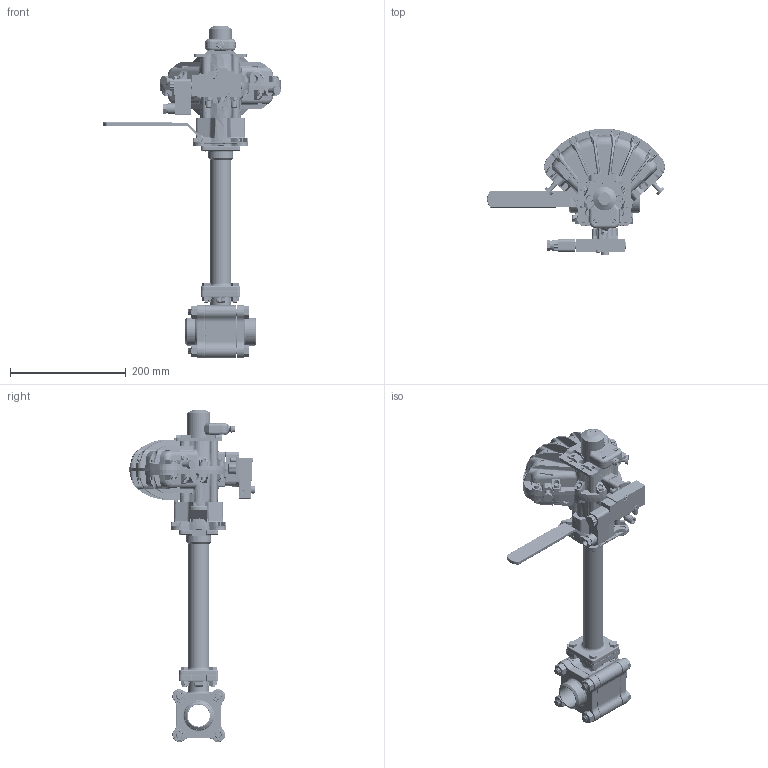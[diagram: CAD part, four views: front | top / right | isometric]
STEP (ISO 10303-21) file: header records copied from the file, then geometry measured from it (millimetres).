
FILE_DESCRIPTION(/* description */ (''),/* implementation_level */ '2;1');
FILE_NAME(/* name */ 'AT3506C-040-DA-IND.step',/* time_stamp */ '2025-07-25T12:53:08+02:00',/* author */ (''),/* organization */ (''),/* preprocessor_version */ 'ST-DEVELOPER v20.1',/* originating_system */ 'Autodesk Translation Framework v14.10.0.0',/* authorisation */ '');
FILE_SCHEMA (('AUTOMOTIVE_DESIGN { 1 0 10303 214 3 1 1 }'));
Products named in the file (18): AT3506C-038-DA-IND; SP638; 083F100 ACT + ISO ADAPTOR+ Bracket; 084-100 SIMPLE; SP1445 080 ISO Adaptor; BRACKET VDI/VDE; Component1; Component2; Component3; MNH 511 701 -Armatec; MNH 511 701; GZ-MA22; ST 22 E 1 N; _W097052000119; KQ2L08-02AS; BT33; F25; 305C-038-G01[Butt Weld][Sch.80]
Assembly tree (18 placements, depth 5):
  AT3506C-038-DA-IND
    SP638
    083F100 ACT + ISO ADAPTOR+ Bracket
      084-100 SIMPLE
      SP1445 080 ISO Adaptor
      BRACKET VDI/VDE
        Component1
          Component2
          Component3
    MNH 511 701 -Armatec
      MNH 511 701
      GZ-MA22
      ST 22 E 1 N
      _W097052000119  x2
      KQ2L08-02AS
    BT33
    F25
    305C-038-G01[Butt Weld][Sch.80]
Bounding box: 306.69 x 218.68 x 573.08 mm (x, y, z)
Volume: 2763869.5 mm3; surface area: 465859.9 mm2
Topology: 36 solids, 54 shells, 6114 faces, 15488 edges, 9632 vertices
Faces by surface type: plane 2124, cylinder 1746, bspline 942, cone 709, torus 491, sphere 102
Full cylindrical faces by diameter (mm): 1 x5, 1.1 x4, 1.5 x3, 1.6 x1, 2.459 x10, 3 x2, 3.236 x1, 4 x1, 4.019 x2, 4.2 x6, 4.4 x2, 4.7 x10, 5 x18, 5.2 x4, 5.5 x5, 5.6 x4, 5.8 x10, 6 x1, 6.1 x1, 6.375 x84, 6.5 x1, 6.75 x12, 7 x7, 7.2 x4, 7.3 x1, 7.7 x2, 7.8 x66, 8 x39, 8.15 x1, 8.3 x2
Entity records: 304612 total; most frequent: CARTESIAN_POINT 161852, ORIENTED_EDGE 30494, DIRECTION 27544, EDGE_CURVE 15247, AXIS2_PLACEMENT_3D 10635, VERTEX_POINT 9578, EDGE_LOOP 6537, LINE 6274
